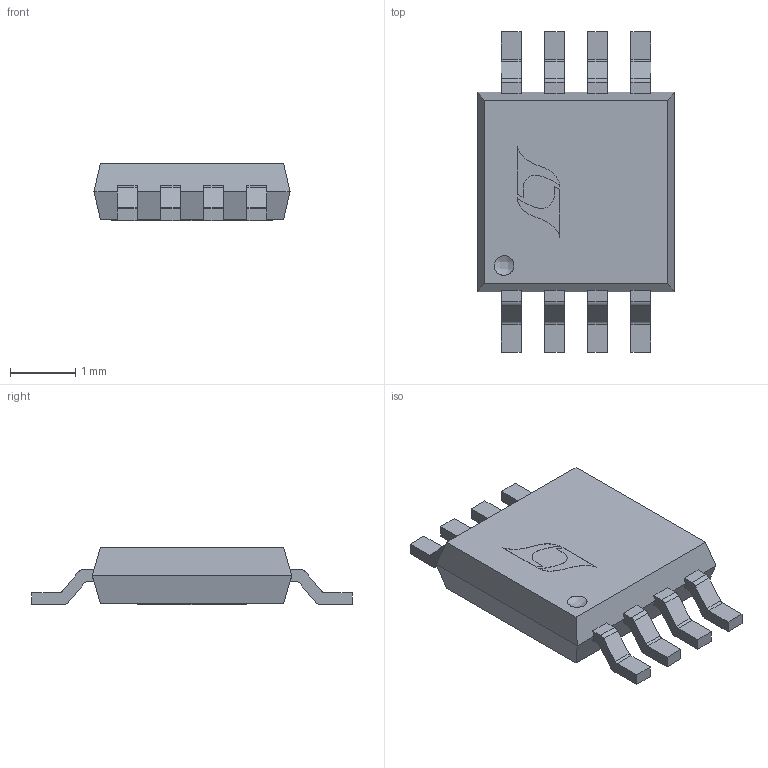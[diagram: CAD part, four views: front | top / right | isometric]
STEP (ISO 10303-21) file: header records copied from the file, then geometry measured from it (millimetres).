
FILE_DESCRIPTION(('FreeCAD Model'),'2;1');
FILE_NAME('User Library-MSE8.step', '2017-05-22T17:28:19',('kicad StepUp'),('ksu MCAD'), 'Open CASCADE STEP processor 6.8','FreeCAD','Unknown');
FILE_SCHEMA(('AUTOMOTIVE_DESIGN_CC2 { 1 2 10303 214 -1 1 5 4 }'));
Length unit declared in the file: millimetre
Products named in the file (2): ASSEMBLY; User_Library-MSE8
Assembly tree (1 placements, depth 2):
  ASSEMBLY
    User_Library-MSE8
Bounding box: 3 x 4.9 x 0.87 mm (x, y, z)
Volume: 7.8 mm3; surface area: 34.6 mm2
Topology: 1 solids, 1 shells, 159 faces, 457 edges, 304 vertices
Faces by surface type: plane 104, cylinder 54, bspline 1
Entity records: 6417 total; most frequent: CARTESIAN_POINT 1000, ORIENTED_EDGE 914, DIRECTION 882, EDGE_CURVE 457, LINE 346, VECTOR 346, VERTEX_POINT 304, AXIS2_PLACEMENT_3D 268
